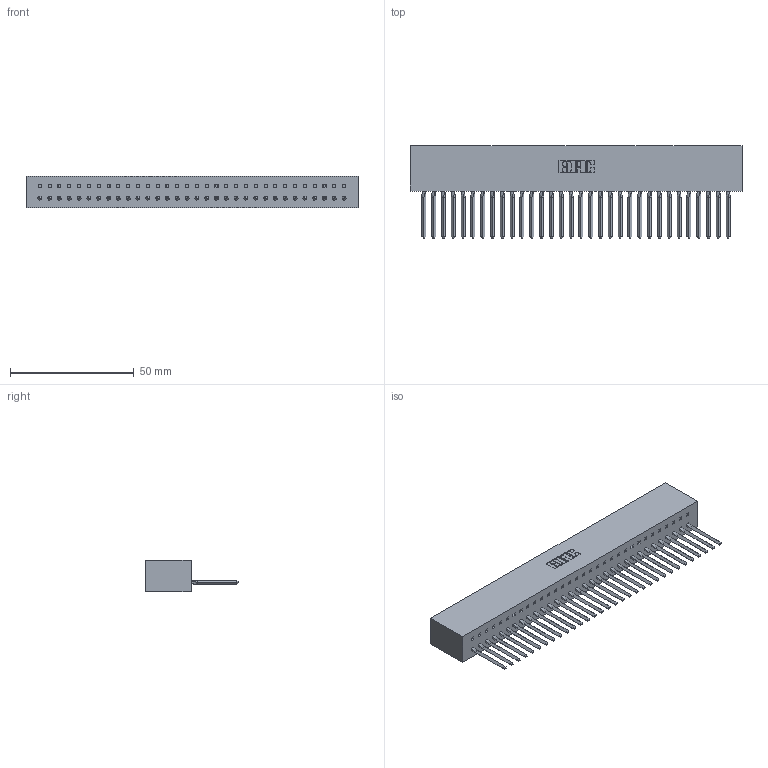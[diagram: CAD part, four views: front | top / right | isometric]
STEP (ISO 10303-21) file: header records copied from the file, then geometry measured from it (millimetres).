
FILE_DESCRIPTION (( 'STEP AP203' ), '1' );
FILE_NAME ('317-032-541-601.STEP', '2020-02-27T20:58:01', ( '' ), ( '' ), 'SwSTEP 2.0', 'SolidWorks 2016', '' );
FILE_SCHEMA (( 'CONFIG_CONTROL_DESIGN' ));
Length unit declared in the file: inch
Products named in the file (3): 317-290-002_541; 317-032-541-601; 317 Part_Lugless
Assembly tree (33 placements, depth 2):
  317-032-541-601
    317 Part_Lugless
    317-290-002_541  x32
Bounding box: 134.01 x 37.34 x 12.7 mm (x, y, z)
Volume: 23130.3 mm3; surface area: 32545 mm2
Topology: 33 solids, 33 shells, 4954 faces, 14127 edges, 9182 vertices
Faces by surface type: plane 4018, cylinder 808, bspline 128
Entity records: 47766 total; most frequent: CARTESIAN_POINT 9129, ORIENTED_EDGE 8414, DIRECTION 6895, EDGE_CURVE 4207, VECTOR 3851, LINE 3851, VERTEX_POINT 2796, AXIS2_PLACEMENT_3D 1522
